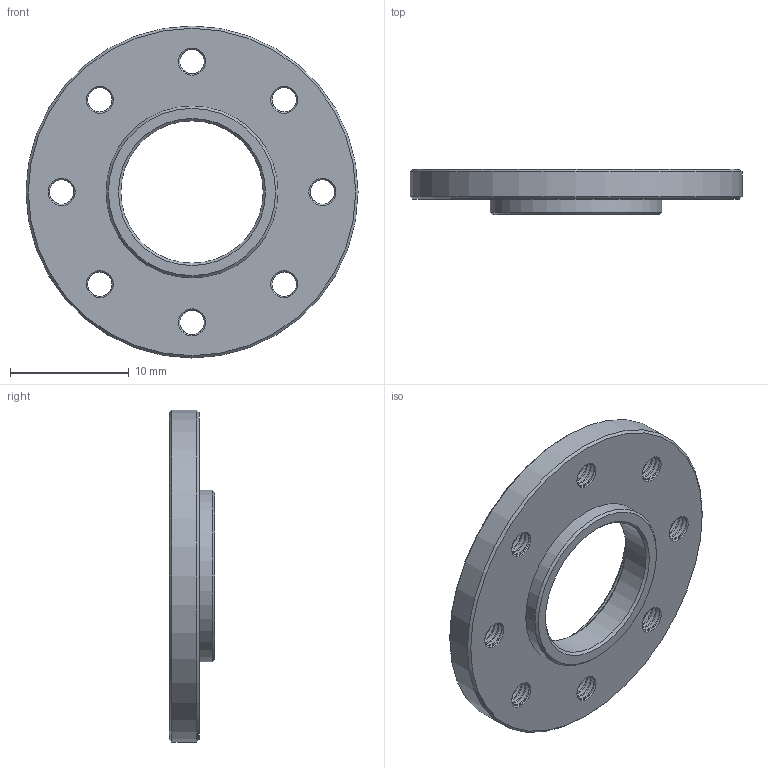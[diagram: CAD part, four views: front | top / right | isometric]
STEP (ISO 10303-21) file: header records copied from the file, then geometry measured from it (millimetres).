
FILE_DESCRIPTION(/* description */ (''),/* implementation_level */ '2;1');
FILE_NAME(/* name */ 'HN05-i101.step',/* time_stamp */ '2019-12-10T23:31:51+00:00',/* author */ (''),/* organization */ (''),/* preprocessor_version */ 'ST-DEVELOPER v18',/* originating_system */ 'Autodesk Translation Framework v8.12.0.6',/* authorisation */ '');
FILE_SCHEMA (('AUTOMOTIVE_DESIGN { 1 0 10303 214 3 1 1 }'));
Length unit declared in the file: millimetre
Products named in the file (1): HN05-i101
Bounding box: 28 x 3.8 x 28 mm (x, y, z)
Volume: 1200.4 mm3; surface area: 1569.4 mm2
Topology: 1 solids, 1 shells, 166 faces, 462 edges, 300 vertices
Faces by surface type: cylinder 108, cone 22, plane 20, bspline 16
Full cylindrical faces by diameter (mm): 2.075 x40, 2.58 x32, 12 x1, 14 x1, 14.5 x1, 28 x1
Entity records: 12062 total; most frequent: CARTESIAN_POINT 8089, ORIENTED_EDGE 924, DIRECTION 680, EDGE_CURVE 462, VERTEX_POINT 300, AXIS2_PLACEMENT_3D 283, B_SPLINE_CURVE_WITH_KNOTS 216, EDGE_LOOP 186
